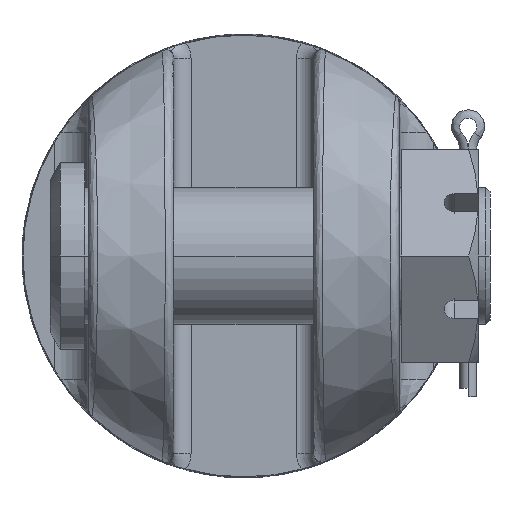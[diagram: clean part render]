
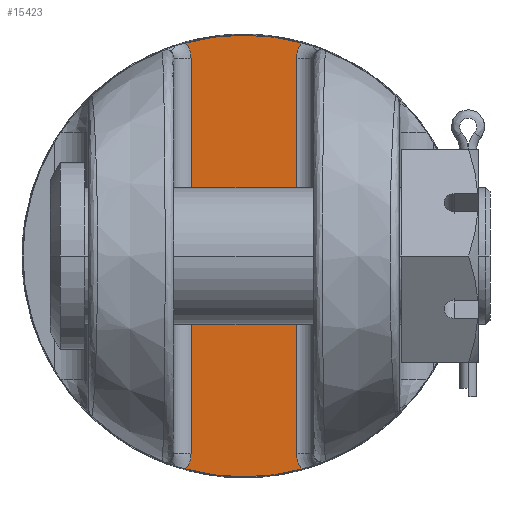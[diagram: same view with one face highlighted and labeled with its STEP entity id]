
A CAD part, front view. The second image highlights one B-rep face of the part: STEP entity #15423.
In plain terms, the highlighted planar face has unit normal (0, -1, 0).
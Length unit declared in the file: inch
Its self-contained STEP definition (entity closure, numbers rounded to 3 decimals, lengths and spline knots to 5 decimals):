
#12994=CARTESIAN_POINT('',(-1.1535,-7.785,2.89903));
#12995=DIRECTION('',(0.,1.,0.));
#12996=DIRECTION('',(0.809,0.,0.588));
#12997=AXIS2_PLACEMENT_3D('',#12994,#12995,#12996);
#13009=CARTESIAN_POINT('',(0.,-7.785,0.));
#13010=DIRECTION('',(0.,1.,0.));
#13011=DIRECTION('',(-0.262,0.,0.965));
#13012=AXIS2_PLACEMENT_3D('',#13009,#13010,#13011);
#13014=CARTESIAN_POINT('',(0.,-7.785,0.));
#13015=DIRECTION('',(0.,1.,0.));
#13016=DIRECTION('',(0.262,0.,-0.965));
#13017=AXIS2_PLACEMENT_3D('',#13014,#13015,#13016);
#13043=CARTESIAN_POINT('',(1.1535,-7.785,2.89903));
#13044=DIRECTION('',(0.,-1.,0.));
#13045=DIRECTION('',(-0.809,0.,0.588));
#13046=AXIS2_PLACEMENT_3D('',#13043,#13044,#13045);
#13928=DIRECTION('',(0.,0.,-1.));
#13929=VECTOR('',#13928,5.79807);
#13930=CARTESIAN_POINT('',(0.7735,-7.785,2.89903));
#13931=LINE('',#13930,#13929);
#13951=CARTESIAN_POINT('',(1.1535,-7.785,-2.89903));
#13952=DIRECTION('',(0.,-1.,0.));
#13953=DIRECTION('',(-1.,0.,0.));
#13954=AXIS2_PLACEMENT_3D('',#13951,#13952,#13953);
#14040=CARTESIAN_POINT('',(-1.1535,-7.785,-2.89903));
#14041=DIRECTION('',(0.,1.,0.));
#14042=DIRECTION('',(1.,0.,0.));
#14043=AXIS2_PLACEMENT_3D('',#14040,#14041,#14042);
#14119=DIRECTION('',(0.,0.,-1.));
#14120=VECTOR('',#14119,5.79807);
#14121=CARTESIAN_POINT('',(-0.7735,-7.785,2.89903));
#14122=LINE('',#14121,#14120);
#14252=CARTESIAN_POINT('',(-0.7735,-7.785,2.89903));
#14253=CARTESIAN_POINT('',(-0.7735,-7.785,-2.89903));
#14254=VERTEX_POINT('',#14252);
#14255=VERTEX_POINT('',#14253);
#14270=CARTESIAN_POINT('',(0.7735,-7.785,2.89903));
#14271=CARTESIAN_POINT('',(0.7735,-7.785,-2.89903));
#14272=VERTEX_POINT('',#14270);
#14273=VERTEX_POINT('',#14271);
#14295=CARTESIAN_POINT('',(-0.84608,-7.785,3.1224));
#14296=CARTESIAN_POINT('',(0.84608,-7.785,3.1224));
#14297=VERTEX_POINT('',#14295);
#14298=VERTEX_POINT('',#14296);
#14305=CARTESIAN_POINT('',(0.84608,-7.785,-3.1224));
#14306=CARTESIAN_POINT('',(-0.84608,-7.785,-3.1224));
#14307=VERTEX_POINT('',#14305);
#14308=VERTEX_POINT('',#14306);
#15403=CARTESIAN_POINT('',(0.,-7.785,0.));
#15404=DIRECTION('',(0.,-1.,0.));
#15405=DIRECTION('',(-1.,0.,0.));
#15406=AXIS2_PLACEMENT_3D('',#15403,#15404,#15405);
#15407=PLANE('',#15406);
#15408=ORIENTED_EDGE('',*,*,#14699,.T.);
#15410=ORIENTED_EDGE('',*,*,#15409,.T.);
#15412=ORIENTED_EDGE('',*,*,#15411,.T.);
#15414=ORIENTED_EDGE('',*,*,#15413,.T.);
#15415=ORIENTED_EDGE('',*,*,#14761,.T.);
#15417=ORIENTED_EDGE('',*,*,#15416,.F.);
#15419=ORIENTED_EDGE('',*,*,#15418,.F.);
#15420=ORIENTED_EDGE('',*,*,#15394,.F.);
#15421=EDGE_LOOP('',(#15408,#15410,#15412,#15414,#15415,#15417,#15419,#15420));
#15422=FACE_OUTER_BOUND('',#15421,.F.);
#12998=CIRCLE('',#12997,0.38);
#13013=CIRCLE('',#13012,3.235);
#13018=CIRCLE('',#13017,3.235);
#13047=CIRCLE('',#13046,0.38);
#13955=CIRCLE('',#13954,0.38);
#14044=CIRCLE('',#14043,0.38);
#14699=EDGE_CURVE('',#14297,#14298,#13013,.T.);
#14761=EDGE_CURVE('',#14307,#14308,#13018,.T.);
#15394=EDGE_CURVE('',#14297,#14254,#12998,.T.);
#15409=EDGE_CURVE('',#14298,#14272,#13047,.T.);
#15411=EDGE_CURVE('',#14272,#14273,#13931,.T.);
#15413=EDGE_CURVE('',#14273,#14307,#13955,.T.);
#15416=EDGE_CURVE('',#14255,#14308,#14044,.T.);
#15418=EDGE_CURVE('',#14254,#14255,#14122,.T.);
#15423=ADVANCED_FACE('',(#15422),#15407,.T.);
